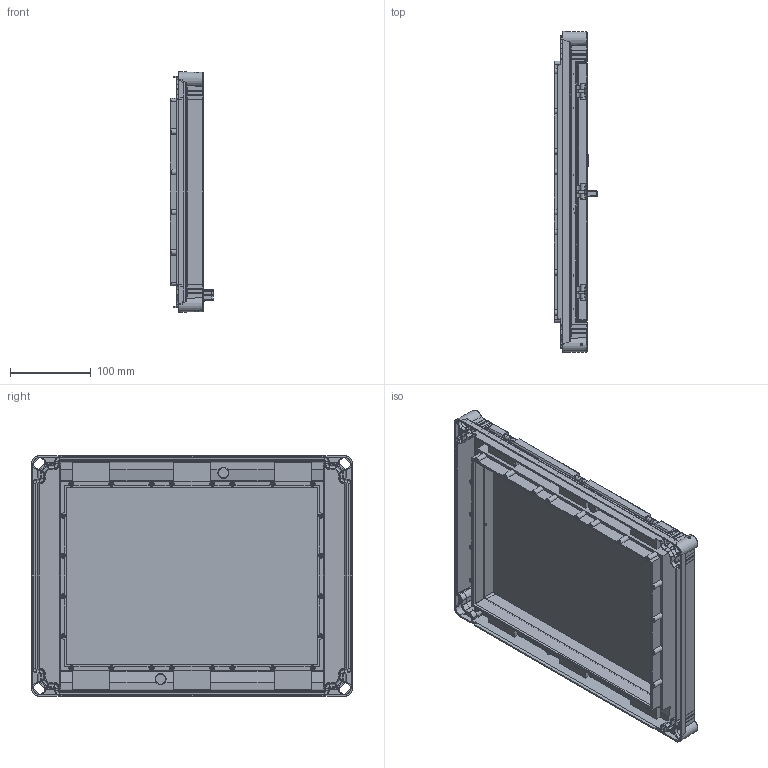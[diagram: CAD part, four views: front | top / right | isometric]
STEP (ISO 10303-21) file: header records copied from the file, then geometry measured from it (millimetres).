
FILE_DESCRIPTION((''),'2;1');
FILE_NAME('OPCG34OS_ASM','2019-09-17T',('kjell_andersson'),(''),'CREO PARAMETRIC BY PTC INC, 2018070','CREO PARAMETRIC BY PTC INC, 2018070','');
FILE_SCHEMA(('AUTOMOTIVE_DESIGN { 1 0 10303 214 1 1 1 1 }'));
Products named in the file (6): PMR1557OPEN; PMR1558; PMR1559; PMR1556; PMR1560; OPCG34OS_ASM
Assembly tree (9 placements, depth 2):
  OPCG34OS_ASM
    PMR1557OPEN
    PMR1558
    PMR1559
    PMR1556  x3
    PMR1560  x3
Bounding box: 53.4 x 398.33 x 298.52 mm (x, y, z)
Volume: 756496.8 mm3; surface area: 567542.8 mm2
Topology: 9 solids, 9 shells, 2511 faces, 6599 edges, 4125 vertices
Faces by surface type: plane 1195, cylinder 703, cone 222, torus 189, bspline 178, sphere 24
Entity records: 98230 total; most frequent: CARTESIAN_POINT 27448, ORIENTED_EDGE 11206, DIRECTION 10254, PRESENTATION_STYLE_ASSIGNMENT 5608, STYLED_ITEM 5608, CURVE_STYLE 5603, EDGE_CURVE 5603, VERTEX_POINT 3503
